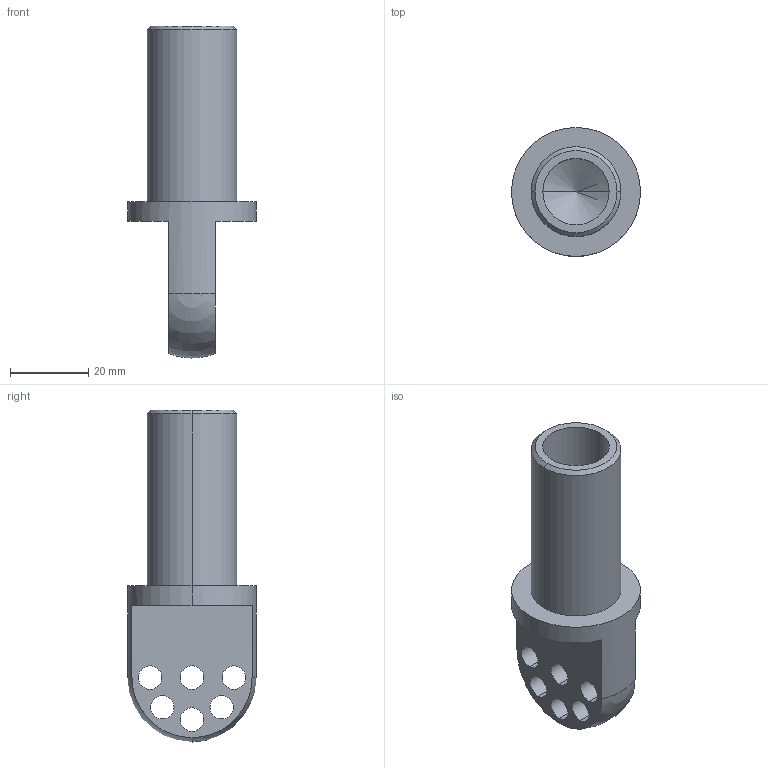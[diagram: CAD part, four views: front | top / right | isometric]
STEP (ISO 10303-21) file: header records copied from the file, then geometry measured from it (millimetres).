
FILE_DESCRIPTION (( 'STEP AP203' ), '1' );
FILE_NAME ('VT-MOD-CAM-USI-001A-MANCHON.STEP', '2023-05-04T07:01:40', ( '' ), ( '' ), 'SwSTEP 2.0', 'SolidWorks 2016', '' );
FILE_SCHEMA (( 'CONFIG_CONTROL_DESIGN' ));
Length unit declared in the file: millimetre
Products named in the file (1): VT-MOD-CAM-USI-001A-MANCHON
Bounding box: 33 x 33 x 85 mm (x, y, z)
Volume: 23503.2 mm3; surface area: 11197.8 mm2
Topology: 1 solids, 1 shells, 30 faces, 82 edges, 52 vertices
Faces by surface type: cylinder 18, plane 6, cone 4, sphere 2
Entity records: 1033 total; most frequent: DIRECTION 186, CARTESIAN_POINT 157, ORIENTED_EDGE 152, AXIS2_PLACEMENT_3D 79, EDGE_CURVE 76, VERTEX_POINT 50, CIRCLE 48, EDGE_LOOP 44
